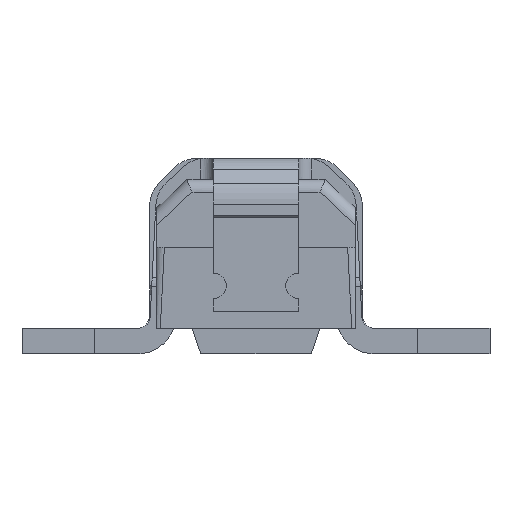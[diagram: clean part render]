
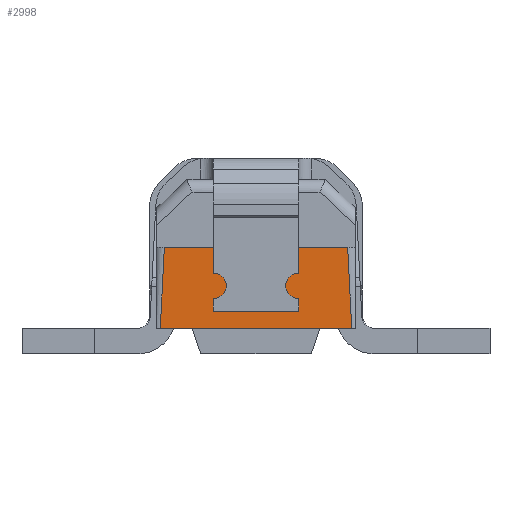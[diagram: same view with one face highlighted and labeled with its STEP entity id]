
A CAD part, left-side view. The second image highlights one B-rep face of the part: STEP entity #2998.
In plain terms, the highlighted planar face has unit normal (-1, 0, 0).
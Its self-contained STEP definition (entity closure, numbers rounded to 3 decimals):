
#291 = CIRCLE ( 'NONE', #8278, 0.03 ) ;
#313 = DIRECTION ( 'NONE',  ( 0., 0., -1. ) ) ;
#321 = EDGE_CURVE ( 'NONE', #1465, #2154, #1967, .T. ) ;
#415 = ORIENTED_EDGE ( 'NONE', *, *, #321, .F. ) ;
#437 = ORIENTED_EDGE ( 'NONE', *, *, #7179, .F. ) ;
#560 = DIRECTION ( 'NONE',  ( 0., -0.05, 0.999 ) ) ;
#607 = LINE ( 'NONE', #6269, #1414 ) ;
#645 = FACE_OUTER_BOUND ( 'NONE', #3233, .T. ) ;
#656 = DIRECTION ( 'NONE',  ( 1., 0., 0. ) ) ;
#661 = VERTEX_POINT ( 'NONE', #8286 ) ;
#671 = CARTESIAN_POINT ( 'NONE',  ( -0.75, 0.216, 0.249 ) ) ;
#776 = EDGE_CURVE ( 'NONE', #2365, #8110, #3791, .T. ) ;
#820 = EDGE_CURVE ( 'NONE', #2232, #1465, #5526, .T. ) ;
#952 = CARTESIAN_POINT ( 'NONE',  ( -0.75, 0.1, 0.1 ) ) ;
#1011 = CARTESIAN_POINT ( 'NONE',  ( -0.75, 0.225, 0.06 ) ) ;
#1117 = DIRECTION ( 'NONE',  ( -1., 0., 0. ) ) ;
#1164 = AXIS2_PLACEMENT_3D ( 'NONE', #6357, #1117, #3105 ) ;
#1229 = CARTESIAN_POINT ( 'NONE',  ( -0.75, 0.499, 0.25 ) ) ;
#1355 = VECTOR ( 'NONE', #2079, 1000. ) ;
#1382 = CARTESIAN_POINT ( 'NONE',  ( -0.75, -0.1, 0.25 ) ) ;
#1414 = VECTOR ( 'NONE', #4961, 1000. ) ;
#1465 = VERTEX_POINT ( 'NONE', #6332 ) ;
#1488 = VERTEX_POINT ( 'NONE', #2407 ) ;
#1602 = LINE ( 'NONE', #3485, #3463 ) ;
#1685 = ORIENTED_EDGE ( 'NONE', *, *, #2425, .T. ) ;
#1792 = CARTESIAN_POINT ( 'NONE',  ( -0.75, -0.1, 0.1 ) ) ;
#1802 = EDGE_CURVE ( 'NONE', #8263, #3732, #2957, .T. ) ;
#1833 = VECTOR ( 'NONE', #6524, 1000. ) ;
#1967 = LINE ( 'NONE', #6037, #1355 ) ;
#2079 = DIRECTION ( 'NONE',  ( 0., 0., -1. ) ) ;
#2080 = LINE ( 'NONE', #5380, #7542 ) ;
#2110 = DIRECTION ( 'NONE',  ( 0., 1., 0. ) ) ;
#2116 = DIRECTION ( 'NONE',  ( 0., 1., 0. ) ) ;
#2135 = LINE ( 'NONE', #7350, #6989 ) ;
#2154 = VERTEX_POINT ( 'NONE', #952 ) ;
#2232 = VERTEX_POINT ( 'NONE', #7594 ) ;
#2298 = ORIENTED_EDGE ( 'NONE', *, *, #5709, .F. ) ;
#2365 = VERTEX_POINT ( 'NONE', #8279 ) ;
#2407 = CARTESIAN_POINT ( 'NONE',  ( -0.75, -0.1, 0.19 ) ) ;
#2425 = EDGE_CURVE ( 'NONE', #8263, #2987, #8101, .T. ) ;
#2428 = PLANE ( 'NONE',  #1164 ) ;
#2521 = DIRECTION ( 'NONE',  ( 0., -1., 0. ) ) ;
#2725 = EDGE_CURVE ( 'NONE', #3732, #1488, #291, .T. ) ;
#2780 = EDGE_CURVE ( 'NONE', #661, #5065, #1602, .T. ) ;
#2876 = VERTEX_POINT ( 'NONE', #1011 ) ;
#2957 = CIRCLE ( 'NONE', #4325, 0.03 ) ;
#2987 = VERTEX_POINT ( 'NONE', #1792 ) ;
#2998 = ADVANCED_FACE ( 'NONE', ( #645 ), #2428, .T. ) ;
#3003 = ORIENTED_EDGE ( 'NONE', *, *, #6084, .T. ) ;
#3105 = DIRECTION ( 'NONE',  ( 0., 1., 0. ) ) ;
#3120 = ORIENTED_EDGE ( 'NONE', *, *, #2725, .F. ) ;
#3159 = CARTESIAN_POINT ( 'NONE',  ( -0.75, -0.215, 0.25 ) ) ;
#3233 = EDGE_LOOP ( 'NONE', ( #6185, #3120, #8093, #1685, #3003, #415, #3572, #2298, #3915, #7228, #8094, #7365, #437 ) ) ;
#3357 = CARTESIAN_POINT ( 'NONE',  ( -0.75, -0.1, 0.1 ) ) ;
#3375 = EDGE_CURVE ( 'NONE', #2876, #661, #2080, .T. ) ;
#3463 = VECTOR ( 'NONE', #7903, 1000. ) ;
#3485 = CARTESIAN_POINT ( 'NONE',  ( -0.75, -0.216, 0.249 ) ) ;
#3572 = ORIENTED_EDGE ( 'NONE', *, *, #820, .F. ) ;
#3732 = VERTEX_POINT ( 'NONE', #3888 ) ;
#3791 = LINE ( 'NONE', #1229, #1833 ) ;
#3802 = LINE ( 'NONE', #3357, #5333 ) ;
#3888 = CARTESIAN_POINT ( 'NONE',  ( -0.75, -0.07, 0.16 ) ) ;
#3915 = ORIENTED_EDGE ( 'NONE', *, *, #776, .F. ) ;
#3953 = CARTESIAN_POINT ( 'NONE',  ( -0.75, -0.1, 0.31 ) ) ;
#4145 = DIRECTION ( 'NONE',  ( 0., -1., 0. ) ) ;
#4325 = AXIS2_PLACEMENT_3D ( 'NONE', #7364, #7278, #6112 ) ;
#4518 = CARTESIAN_POINT ( 'NONE',  ( -0.75, 0.499, 0.25 ) ) ;
#4961 = DIRECTION ( 'NONE',  ( 0., 0., -1. ) ) ;
#5065 = VERTEX_POINT ( 'NONE', #3159 ) ;
#5241 = VECTOR ( 'NONE', #2521, 1000. ) ;
#5263 = DIRECTION ( 'NONE',  ( 0., 0., -1. ) ) ;
#5333 = VECTOR ( 'NONE', #2116, 1000. ) ;
#5380 = CARTESIAN_POINT ( 'NONE',  ( -0.75, 0.499, 0.06 ) ) ;
#5526 = CIRCLE ( 'NONE', #8385, 0.03 ) ;
#5709 = EDGE_CURVE ( 'NONE', #8110, #2232, #607, .T. ) ;
#5856 = DIRECTION ( 'NONE',  ( 0., 1., 0. ) ) ;
#5957 = CARTESIAN_POINT ( 'NONE',  ( -0.75, 0.1, 0.25 ) ) ;
#6010 = CARTESIAN_POINT ( 'NONE',  ( -0.75, -0.1, 0.13 ) ) ;
#6037 = CARTESIAN_POINT ( 'NONE',  ( -0.75, 0.1, 0.31 ) ) ;
#6084 = EDGE_CURVE ( 'NONE', #2987, #2154, #3802, .T. ) ;
#6091 = CARTESIAN_POINT ( 'NONE',  ( -0.75, -0.1, 0.16 ) ) ;
#6112 = DIRECTION ( 'NONE',  ( 0., 1., 0. ) ) ;
#6181 = EDGE_CURVE ( 'NONE', #7295, #1488, #2135, .T. ) ;
#6185 = ORIENTED_EDGE ( 'NONE', *, *, #6181, .T. ) ;
#6269 = CARTESIAN_POINT ( 'NONE',  ( -0.75, 0.1, 0.31 ) ) ;
#6332 = CARTESIAN_POINT ( 'NONE',  ( -0.75, 0.1, 0.13 ) ) ;
#6357 = CARTESIAN_POINT ( 'NONE',  ( -0.75, 0.499, 0.25 ) ) ;
#6498 = DIRECTION ( 'NONE',  ( 1., 0., 0. ) ) ;
#6524 = DIRECTION ( 'NONE',  ( 0., -1., 0. ) ) ;
#6605 = EDGE_CURVE ( 'NONE', #2876, #2365, #7958, .T. ) ;
#6942 = LINE ( 'NONE', #4518, #5241 ) ;
#6989 = VECTOR ( 'NONE', #313, 1000. ) ;
#7041 = VECTOR ( 'NONE', #560, 1000. ) ;
#7179 = EDGE_CURVE ( 'NONE', #7295, #5065, #6942, .T. ) ;
#7228 = ORIENTED_EDGE ( 'NONE', *, *, #6605, .F. ) ;
#7278 = DIRECTION ( 'NONE',  ( 1., 0., 0. ) ) ;
#7295 = VERTEX_POINT ( 'NONE', #1382 ) ;
#7350 = CARTESIAN_POINT ( 'NONE',  ( -0.75, -0.1, 0.31 ) ) ;
#7364 = CARTESIAN_POINT ( 'NONE',  ( -0.75, -0.1, 0.16 ) ) ;
#7365 = ORIENTED_EDGE ( 'NONE', *, *, #2780, .T. ) ;
#7542 = VECTOR ( 'NONE', #4145, 1000. ) ;
#7594 = CARTESIAN_POINT ( 'NONE',  ( -0.75, 0.1, 0.19 ) ) ;
#7903 = DIRECTION ( 'NONE',  ( 0., 0.05, 0.999 ) ) ;
#7958 = LINE ( 'NONE', #671, #7041 ) ;
#8093 = ORIENTED_EDGE ( 'NONE', *, *, #1802, .F. ) ;
#8094 = ORIENTED_EDGE ( 'NONE', *, *, #3375, .T. ) ;
#8101 = LINE ( 'NONE', #3953, #8198 ) ;
#8110 = VERTEX_POINT ( 'NONE', #5957 ) ;
#8198 = VECTOR ( 'NONE', #5263, 1000. ) ;
#8263 = VERTEX_POINT ( 'NONE', #6010 ) ;
#8278 = AXIS2_PLACEMENT_3D ( 'NONE', #6091, #656, #2110 ) ;
#8279 = CARTESIAN_POINT ( 'NONE',  ( -0.75, 0.215, 0.25 ) ) ;
#8286 = CARTESIAN_POINT ( 'NONE',  ( -0.75, -0.225, 0.06 ) ) ;
#8385 = AXIS2_PLACEMENT_3D ( 'NONE', #8402, #6498, #5856 ) ;
#8402 = CARTESIAN_POINT ( 'NONE',  ( -0.75, 0.1, 0.16 ) ) ;
